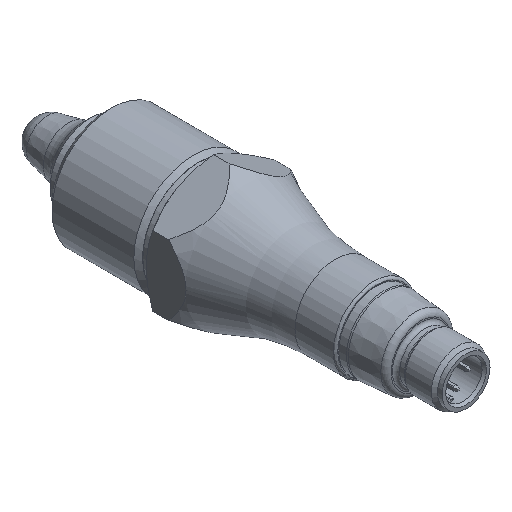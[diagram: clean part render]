
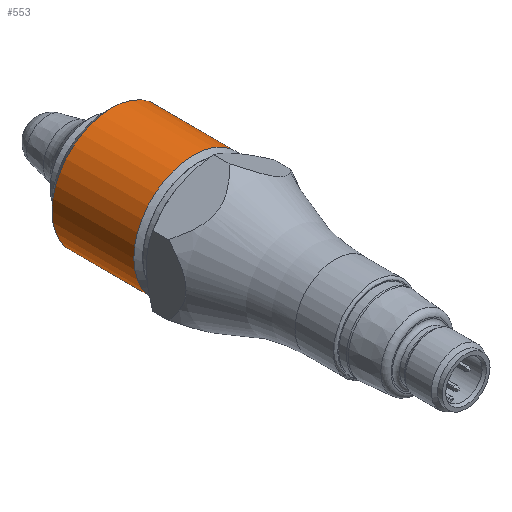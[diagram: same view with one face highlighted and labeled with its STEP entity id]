
A CAD part, isometric view. The second image highlights one B-rep face of the part: STEP entity #553.
In plain terms, the highlighted cylindrical face has radius 13.22 mm (diameter 26.441 mm), a full revolution.
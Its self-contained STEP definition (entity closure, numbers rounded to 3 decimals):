
#553 = ADVANCED_FACE( '', ( #1143, #1144 ), #1145, .T. );
#1143 = FACE_OUTER_BOUND( '', #1781, .T. );
#1144 = FACE_OUTER_BOUND( '', #1782, .T. );
#1145 = CYLINDRICAL_SURFACE( '', #1783, 13.221 );
#1781 = EDGE_LOOP( '', ( #3303 ) );
#1782 = EDGE_LOOP( '', ( #3304 ) );
#1783 = AXIS2_PLACEMENT_3D( '', #3305, #3306, #3307 );
#3303 = ORIENTED_EDGE( '', *, *, #3536, .F. );
#3304 = ORIENTED_EDGE( '', *, *, #3872, .T. );
#3305 = CARTESIAN_POINT( '', ( 0., -91.55, 0. ) );
#3306 = DIRECTION( '', ( 0., 1., 0. ) );
#3307 = DIRECTION( '', ( 0., 0., -1. ) );
#3536 = EDGE_CURVE( '', #4280, #4280, #4281, .T. );
#3872 = EDGE_CURVE( '', #4735, #4735, #4736, .T. );
#4280 = VERTEX_POINT( '', #5516 );
#4281 = CIRCLE( '', #5517, 13.221 );
#4735 = VERTEX_POINT( '', #6385 );
#4736 = CIRCLE( '', #6386, 13.221 );
#5516 = CARTESIAN_POINT( '', ( 0., -36.08, -13.221 ) );
#5517 = AXIS2_PLACEMENT_3D( '', #6686, #6687, #6688 );
#6385 = CARTESIAN_POINT( '', ( 0., -17.97, -13.221 ) );
#6386 = AXIS2_PLACEMENT_3D( '', #7030, #7031, #7032 );
#6686 = CARTESIAN_POINT( '', ( 0., -36.08, 0. ) );
#6687 = DIRECTION( '', ( 0., -1., 0. ) );
#6688 = DIRECTION( '', ( 0., 0., -1. ) );
#7030 = CARTESIAN_POINT( '', ( 0., -17.97, 0. ) );
#7031 = DIRECTION( '', ( 0., -1., 0. ) );
#7032 = DIRECTION( '', ( 0., 0., -1. ) );
